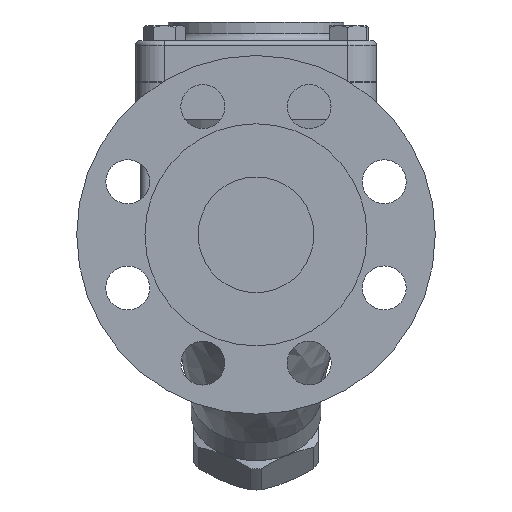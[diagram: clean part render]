
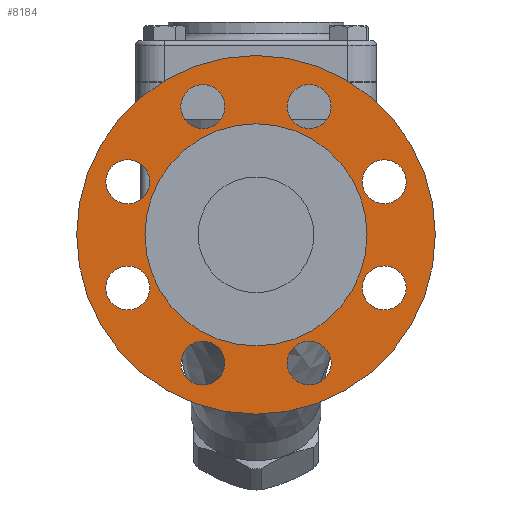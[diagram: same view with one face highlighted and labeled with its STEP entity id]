
A CAD part, left-side view. The second image highlights one B-rep face of the part: STEP entity #8184.
In plain terms, the highlighted free-form (B-spline) face has degree [1, 1] with [2, 2] control points.
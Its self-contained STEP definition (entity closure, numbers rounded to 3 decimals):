
#7540=CARTESIAN_POINT('',(-132.5,0.0,-18.));
#7541=VERTEX_POINT('',#7540);
#7542=CARTESIAN_POINT('',(-132.5,0.0,-66.));
#7543=DIRECTION('',(-1.0,0.0,0.0));
#7544=DIRECTION('',(0.0,0.0,1.0));
#7545=AXIS2_PLACEMENT_3D('',#7542,#7543,#7544);
#7546=CIRCLE('',#7545,48.);
#7547=EDGE_CURVE('',#7541,#7541,#7546,.T.);
#7869=CARTESIAN_POINT('',(-132.5,0.0,11.5));
#7870=VERTEX_POINT('',#7869);
#7871=CARTESIAN_POINT('',(-132.5,0.0,-66.));
#7872=DIRECTION('',(-1.0,0.0,0.0));
#7873=DIRECTION('',(0.0,0.0,1.0));
#7874=AXIS2_PLACEMENT_3D('',#7871,#7872,#7873);
#7875=CIRCLE('',#7874,77.5);
#7876=EDGE_CURVE('',#7870,#7870,#7875,.T.);
#7997=CARTESIAN_POINT('',(-132.5,-48.715,-49.757));
#7998=VERTEX_POINT('',#7997);
#7999=CARTESIAN_POINT('',(-132.5,-55.433,-43.039));
#8000=DIRECTION('',(1.0,0.,0.));
#8001=DIRECTION('',(0.,0.707,-0.707));
#8002=AXIS2_PLACEMENT_3D('',#7999,#8000,#8001);
#8003=CIRCLE('',#8002,9.5);
#8004=EDGE_CURVE('',#7998,#7998,#8003,.T.);
#8017=CARTESIAN_POINT('',(-132.5,-45.933,-88.961));
#8018=VERTEX_POINT('',#8017);
#8019=CARTESIAN_POINT('',(-132.5,-55.433,-88.961));
#8020=DIRECTION('',(1.0,0.0,0.0));
#8021=DIRECTION('',(0.0,1.0,0.0));
#8022=AXIS2_PLACEMENT_3D('',#8019,#8020,#8021);
#8023=CIRCLE('',#8022,9.5);
#8024=EDGE_CURVE('',#8018,#8018,#8023,.T.);
#8037=CARTESIAN_POINT('',(-132.5,-16.243,-114.715));
#8038=VERTEX_POINT('',#8037);
#8039=CARTESIAN_POINT('',(-132.5,-22.961,-121.433));
#8040=DIRECTION('',(1.0,0.,0.));
#8041=DIRECTION('',(0.,0.707,0.707));
#8042=AXIS2_PLACEMENT_3D('',#8039,#8040,#8041);
#8043=CIRCLE('',#8042,9.5);
#8044=EDGE_CURVE('',#8038,#8038,#8043,.T.);
#8057=CARTESIAN_POINT('',(-132.5,22.961,-111.933));
#8058=VERTEX_POINT('',#8057);
#8059=CARTESIAN_POINT('',(-132.5,22.961,-121.433));
#8060=DIRECTION('',(1.0,0.0,0.0));
#8061=DIRECTION('',(0.0,0.0,1.0));
#8062=AXIS2_PLACEMENT_3D('',#8059,#8060,#8061);
#8063=CIRCLE('',#8062,9.5);
#8064=EDGE_CURVE('',#8058,#8058,#8063,.T.);
#8077=CARTESIAN_POINT('',(-132.5,48.715,-82.243));
#8078=VERTEX_POINT('',#8077);
#8079=CARTESIAN_POINT('',(-132.5,55.433,-88.961));
#8080=DIRECTION('',(1.,0.,0.));
#8081=DIRECTION('',(0.,-0.707,0.707));
#8082=AXIS2_PLACEMENT_3D('',#8079,#8080,#8081);
#8083=CIRCLE('',#8082,9.5);
#8084=EDGE_CURVE('',#8078,#8078,#8083,.T.);
#8097=CARTESIAN_POINT('',(-132.5,45.933,-43.039));
#8098=VERTEX_POINT('',#8097);
#8099=CARTESIAN_POINT('',(-132.5,55.433,-43.039));
#8100=DIRECTION('',(1.0,0.0,0.0));
#8101=DIRECTION('',(0.0,-1.0,0.0));
#8102=AXIS2_PLACEMENT_3D('',#8099,#8100,#8101);
#8103=CIRCLE('',#8102,9.5);
#8104=EDGE_CURVE('',#8098,#8098,#8103,.T.);
#8117=CARTESIAN_POINT('',(-132.5,16.243,-17.285));
#8118=VERTEX_POINT('',#8117);
#8119=CARTESIAN_POINT('',(-132.5,22.961,-10.567));
#8120=DIRECTION('',(1.,0.,0.));
#8121=DIRECTION('',(0.,-0.707,-0.707));
#8122=AXIS2_PLACEMENT_3D('',#8119,#8120,#8121);
#8123=CIRCLE('',#8122,9.5);
#8124=EDGE_CURVE('',#8118,#8118,#8123,.T.);
#8137=CARTESIAN_POINT('',(-132.5,-22.961,-20.067));
#8138=VERTEX_POINT('',#8137);
#8139=CARTESIAN_POINT('',(-132.5,-22.961,-10.567));
#8140=DIRECTION('',(1.0,0.0,0.0));
#8141=DIRECTION('',(0.0,0.0,-1.0));
#8142=AXIS2_PLACEMENT_3D('',#8139,#8140,#8141);
#8143=CIRCLE('',#8142,9.5);
#8144=EDGE_CURVE('',#8138,#8138,#8143,.T.);
#8149=CARTESIAN_POINT('',(-132.5,77.5,11.5));
#8150=CARTESIAN_POINT('',(-132.5,77.5,-143.5));
#8151=CARTESIAN_POINT('',(-132.5,-77.5,11.5));
#8152=CARTESIAN_POINT('',(-132.5,-77.5,-143.5));
#8153=B_SPLINE_SURFACE_WITH_KNOTS('',1,1,((#8149,#8151),(#8150,#8152)),.UNSPECIFIED.,.F.,.F.,.U.,(2,2),(2,2),(0.0,155.),(0.0,155.0),.UNSPECIFIED.);
#8154=ORIENTED_EDGE('',*,*,#7876,.T.);
#8155=EDGE_LOOP('',(#8154));
#8156=FACE_OUTER_BOUND('',#8155,.T.);
#8157=ORIENTED_EDGE('',*,*,#8144,.T.);
#8158=EDGE_LOOP('',(#8157));
#8159=FACE_BOUND('',#8158,.T.);
#8160=ORIENTED_EDGE('',*,*,#8044,.T.);
#8161=EDGE_LOOP('',(#8160));
#8162=FACE_BOUND('',#8161,.T.);
#8163=ORIENTED_EDGE('',*,*,#8024,.T.);
#8164=EDGE_LOOP('',(#8163));
#8165=FACE_BOUND('',#8164,.T.);
#8166=ORIENTED_EDGE('',*,*,#8004,.T.);
#8167=EDGE_LOOP('',(#8166));
#8168=FACE_BOUND('',#8167,.T.);
#8169=ORIENTED_EDGE('',*,*,#8064,.T.);
#8170=EDGE_LOOP('',(#8169));
#8171=FACE_BOUND('',#8170,.T.);
#8172=ORIENTED_EDGE('',*,*,#8084,.T.);
#8173=EDGE_LOOP('',(#8172));
#8174=FACE_BOUND('',#8173,.T.);
#8175=ORIENTED_EDGE('',*,*,#8104,.T.);
#8176=EDGE_LOOP('',(#8175));
#8177=FACE_BOUND('',#8176,.T.);
#8178=ORIENTED_EDGE('',*,*,#8124,.T.);
#8179=EDGE_LOOP('',(#8178));
#8180=FACE_BOUND('',#8179,.T.);
#8181=ORIENTED_EDGE('',*,*,#7547,.F.);
#8182=EDGE_LOOP('',(#8181));
#8183=FACE_BOUND('',#8182,.T.);
#8184=ADVANCED_FACE('',(#8156,#8159,#8162,#8165,#8168,#8171,#8174,#8177,#8180,#8183),#8153,.T.);
